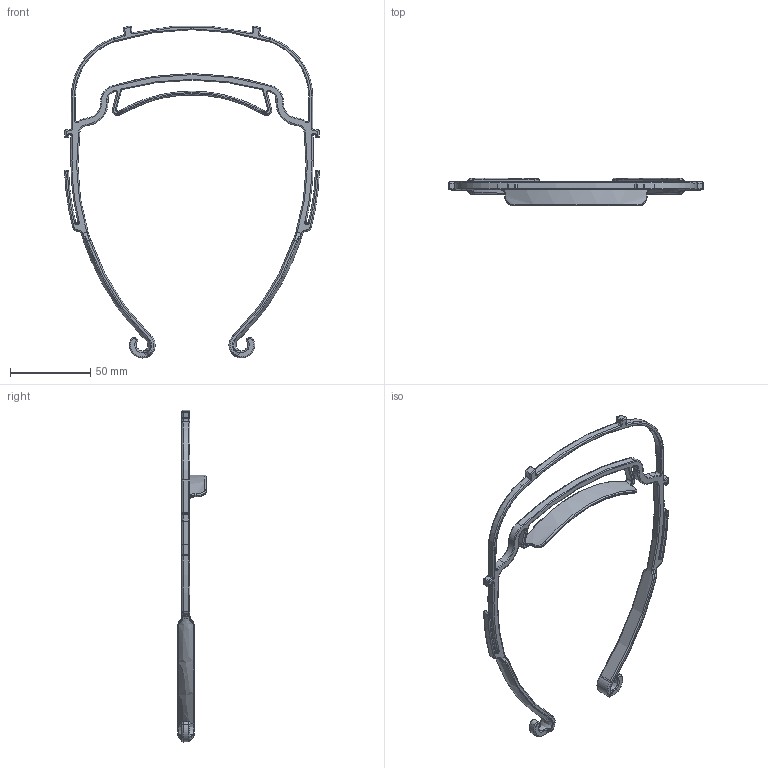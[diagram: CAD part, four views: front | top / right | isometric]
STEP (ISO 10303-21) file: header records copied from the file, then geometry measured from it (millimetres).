
FILE_DESCRIPTION((''),'2;1');
FILE_NAME('07008701000','2020-04-29T',('emp01881'),(''),'CREO PARAMETRIC BY PTC INC, 2017170','CREO PARAMETRIC BY PTC INC, 2017170','');
FILE_SCHEMA(('AUTOMOTIVE_DESIGN { 1 0 10303 214 1 1 1 1 }'));
Length unit declared in the file: millimetre
Products named in the file (1): 07008701000
Bounding box: 158.74 x 17.5 x 206.84 mm (x, y, z)
Volume: 21366 mm3; surface area: 18464.9 mm2
Topology: 1 solids, 1 shells, 1020 faces, 2658 edges, 1663 vertices
Faces by surface type: plane 601, cylinder 176, torus 132, bspline 111
Entity records: 37307 total; most frequent: CARTESIAN_POINT 12211, ORIENTED_EDGE 5316, DIRECTION 4818, EDGE_CURVE 2658, VECTOR 1882, LINE 1882, VERTEX_POINT 1663, AXIS2_PLACEMENT_3D 1468
